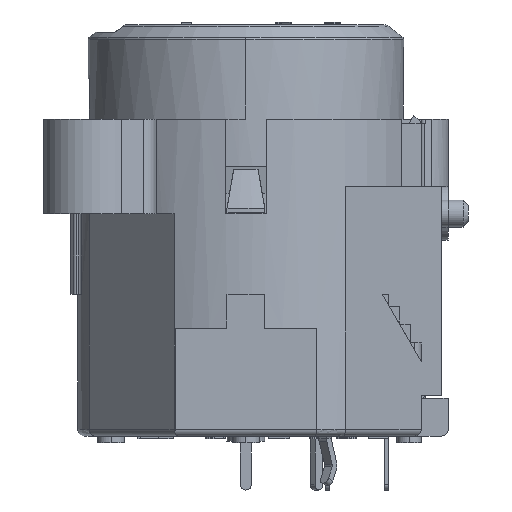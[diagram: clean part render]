
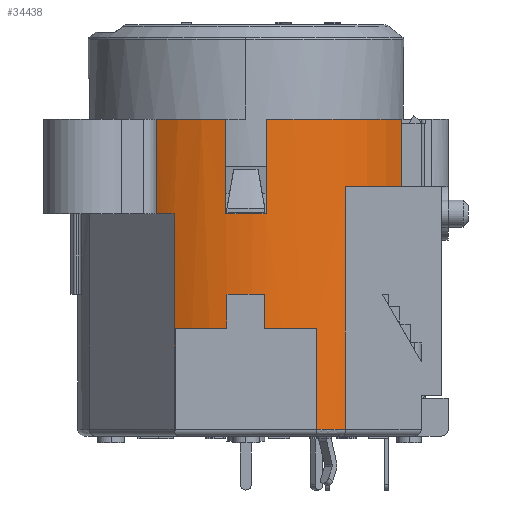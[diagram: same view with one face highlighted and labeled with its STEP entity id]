
A CAD part, left-side view. The second image highlights one B-rep face of the part: STEP entity #34438.
In plain terms, the highlighted cylindrical face has radius 13 mm (diameter 26 mm), a partial arc.
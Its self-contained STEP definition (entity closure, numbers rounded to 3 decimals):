
#6435=CARTESIAN_POINT('',(0.,0.,-13.));
#6436=DIRECTION('',(0.,0.,-1.));
#6437=DIRECTION('',(-0.994,-0.108,0.));
#6438=AXIS2_PLACEMENT_3D('',#6435,#6436,#6437);
#6440=CARTESIAN_POINT('',(-11.879,5.281,
-23.143));
#6441=CARTESIAN_POINT('',(-11.884,5.271,
-23.128));
#6442=CARTESIAN_POINT('',(-11.891,5.253,
-23.096));
#6443=CARTESIAN_POINT('',(-11.899,5.237,
-23.048));
#6444=CARTESIAN_POINT('',(-11.9,5.234,-23.016));
#6445=CARTESIAN_POINT('',(-11.9,5.234,-23.));
#6447=CARTESIAN_POINT('',(0.,0.,0.));
#6448=DIRECTION('',(0.,0.,1.));
#6449=DIRECTION('',(-0.859,0.513,0.));
#6450=AXIS2_PLACEMENT_3D('',#6447,#6448,#6449);
#6452=CARTESIAN_POINT('',(0.,0.,0.));
#6453=DIRECTION('',(0.,0.,1.));
#6454=DIRECTION('',(-0.993,-0.115,0.));
#6455=AXIS2_PLACEMENT_3D('',#6452,#6453,#6454);
#6787=DIRECTION('',(0.,0.,-1.));
#6788=VECTOR('',#6787,7.);
#6789=CARTESIAN_POINT('',(-12.913,1.5,0.));
#6790=LINE('',#6789,#6788);
#6881=DIRECTION('',(0.,0.,-1.));
#6882=VECTOR('',#6881,7.);
#6883=CARTESIAN_POINT('',(-12.913,-1.5,0.));
#6884=LINE('',#6883,#6882);
#12710=CARTESIAN_POINT('',(0.,0.,-7.));
#12711=DIRECTION('',(0.,0.,-1.));
#12712=DIRECTION('',(-0.912,0.41,0.));
#12713=AXIS2_PLACEMENT_3D('',#12710,#12711,#12712);
#13357=DIRECTION('',(0.,0.,-1.));
#13358=VECTOR('',#13357,0.3);
#13359=CARTESIAN_POINT('',(-6.,-11.533,0.));
#13360=LINE('',#13359,#13358);
#13441=DIRECTION('',(0.,0.,-1.));
#13442=VECTOR('',#13441,4.7);
#13443=CARTESIAN_POINT('',(-6.,-11.533,-0.3));
#13444=LINE('',#13443,#13442);
#13474=CARTESIAN_POINT('',(0.,0.,-5.));
#13475=DIRECTION('',(0.,0.,-1.));
#13476=DIRECTION('',(-0.462,-0.887,0.));
#13477=AXIS2_PLACEMENT_3D('',#13474,#13475,#13476);
#13555=DIRECTION('',(0.,0.,-1.));
#13556=VECTOR('',#13555,7.);
#13557=CARTESIAN_POINT('',(-11.162,6.663,0.));
#13558=LINE('',#13557,#13556);
#13859=CARTESIAN_POINT('',(-11.879,5.281,
-23.143));
#13860=CARTESIAN_POINT('',(-11.874,5.291,
-23.128));
#13861=CARTESIAN_POINT('',(-11.867,5.308,
-23.096));
#13862=CARTESIAN_POINT('',(-11.86,5.323,
-23.047));
#13863=CARTESIAN_POINT('',(-11.859,5.327,
-23.016));
#13864=CARTESIAN_POINT('',(-11.859,5.327,-23.));
#13866=DIRECTION('',(0.,0.,-1.));
#13867=VECTOR('',#13866,16.);
#13868=CARTESIAN_POINT('',(-11.859,5.327,-7.));
#13869=LINE('',#13868,#13867);
#13880=CARTESIAN_POINT('',(-11.879,5.281,
-23.143));
#13903=DIRECTION('',(0.,0.,-1.));
#13904=VECTOR('',#13903,7.5);
#13905=CARTESIAN_POINT('',(-11.9,-5.234,-15.5));
#13906=LINE('',#13905,#13904);
#13907=DIRECTION('',(0.,0.,-1.));
#13908=VECTOR('',#13907,7.5);
#13909=CARTESIAN_POINT('',(-11.9,5.234,-15.5));
#13910=LINE('',#13909,#13908);
#14199=DIRECTION('',(0.,0.,-1.));
#14200=VECTOR('',#14199,2.5);
#14201=CARTESIAN_POINT('',(-12.924,-1.4,-13.));
#14202=LINE('',#14201,#14200);
#14223=CARTESIAN_POINT('',(0.,0.,-15.5));
#14224=DIRECTION('',(0.,0.,-1.));
#14225=DIRECTION('',(-0.994,0.108,0.));
#14226=AXIS2_PLACEMENT_3D('',#14223,#14224,#14225);
#14232=CARTESIAN_POINT('',(0.,0.,-15.5));
#14233=DIRECTION('',(0.,0.,-1.));
#14234=DIRECTION('',(-0.915,-0.403,0.));
#14235=AXIS2_PLACEMENT_3D('',#14232,#14233,#14234);
#14249=DIRECTION('',(0.,0.,-1.));
#14250=VECTOR('',#14249,2.5);
#14251=CARTESIAN_POINT('',(-12.924,1.4,-13.));
#14252=LINE('',#14251,#14250);
#14305=CARTESIAN_POINT('',(0.,0.,-23.));
#14306=DIRECTION('',(0.,0.,1.));
#14307=DIRECTION('',(-0.915,-0.403,0.));
#14308=AXIS2_PLACEMENT_3D('',#14305,#14306,#14307);
#14347=DIRECTION('',(0.,0.,1.));
#14348=VECTOR('',#14347,18.);
#14349=CARTESIAN_POINT('',(-10.7,-7.383,-23.));
#14350=LINE('',#14349,#14348);
#15305=CARTESIAN_POINT('',(0.,0.,-7.));
#15306=DIRECTION('',(0.,0.,-1.));
#15307=DIRECTION('',(-0.993,-0.115,0.));
#15308=AXIS2_PLACEMENT_3D('',#15305,#15306,#15307);
#20886=CARTESIAN_POINT('',(-11.859,5.327,-7.));
#20888=VERTEX_POINT('',#20886);
#20904=CARTESIAN_POINT('',(-12.913,1.5,0.));
#20906=VERTEX_POINT('',#20904);
#20911=CARTESIAN_POINT('',(-12.913,-1.5,0.));
#20913=VERTEX_POINT('',#20911);
#20914=CARTESIAN_POINT('',(-12.913,1.5,-7.));
#20915=VERTEX_POINT('',#20914);
#20916=CARTESIAN_POINT('',(-12.913,-1.5,-7.));
#20917=VERTEX_POINT('',#20916);
#20943=CARTESIAN_POINT('',(-6.,-11.533,-5.));
#20944=CARTESIAN_POINT('',(-10.7,-7.383,-5.));
#20945=VERTEX_POINT('',#20943);
#20946=VERTEX_POINT('',#20944);
#22048=CARTESIAN_POINT('',(-11.162,6.663,0.));
#22049=CARTESIAN_POINT('',(-11.162,6.664,-7.));
#22050=VERTEX_POINT('',#22048);
#22051=VERTEX_POINT('',#22049);
#22133=CARTESIAN_POINT('',(-6.,-11.533,-0.3));
#22135=VERTEX_POINT('',#22133);
#22140=CARTESIAN_POINT('',(-6.,-11.533,0.));
#22141=VERTEX_POINT('',#22140);
#23038=CARTESIAN_POINT('',(-12.924,1.4,-15.5));
#23040=VERTEX_POINT('',#23038);
#23042=CARTESIAN_POINT('',(-12.924,-1.4,-15.5));
#23044=VERTEX_POINT('',#23042);
#23045=CARTESIAN_POINT('',(-11.9,-5.234,-15.5));
#23046=VERTEX_POINT('',#23045);
#23047=CARTESIAN_POINT('',(-11.9,5.234,-15.5));
#23048=VERTEX_POINT('',#23047);
#23145=CARTESIAN_POINT('',(-11.859,5.327,-23.));
#23146=VERTEX_POINT('',#23145);
#23149=CARTESIAN_POINT('',(-11.9,-5.234,-23.));
#23150=CARTESIAN_POINT('',(-11.9,5.234,-23.));
#23151=VERTEX_POINT('',#23149);
#23152=VERTEX_POINT('',#23150);
#23153=CARTESIAN_POINT('',(-10.7,-7.383,-23.));
#23154=VERTEX_POINT('',#23153);
#23168=VERTEX_POINT('',#13880);
#25647=CARTESIAN_POINT('',(-12.924,1.4,-13.));
#25649=VERTEX_POINT('',#25647);
#25652=CARTESIAN_POINT('',(-12.924,-1.4,-13.));
#25654=VERTEX_POINT('',#25652);
#34388=CARTESIAN_POINT('',(0.,0.,0.));
#34389=DIRECTION('',(0.,0.,-1.));
#34390=DIRECTION('',(1.,0.,0.));
#34391=AXIS2_PLACEMENT_3D('',#34388,#34389,#34390);
#34392=CYLINDRICAL_SURFACE('',#34391,13.);
#34393=ORIENTED_EDGE('',*,*,#34192,.T.);
#34395=ORIENTED_EDGE('',*,*,#34394,.T.);
#34397=ORIENTED_EDGE('',*,*,#34396,.T.);
#34399=ORIENTED_EDGE('',*,*,#34398,.T.);
#34401=ORIENTED_EDGE('',*,*,#34400,.F.);
#34403=ORIENTED_EDGE('',*,*,#34402,.T.);
#34405=ORIENTED_EDGE('',*,*,#34404,.F.);
#34407=ORIENTED_EDGE('',*,*,#34406,.T.);
#34409=ORIENTED_EDGE('',*,*,#34408,.F.);
#34411=ORIENTED_EDGE('',*,*,#34410,.T.);
#34413=ORIENTED_EDGE('',*,*,#34412,.T.);
#34415=ORIENTED_EDGE('',*,*,#34414,.F.);
#34417=ORIENTED_EDGE('',*,*,#34416,.F.);
#34419=ORIENTED_EDGE('',*,*,#34418,.T.);
#34421=ORIENTED_EDGE('',*,*,#34420,.T.);
#34423=ORIENTED_EDGE('',*,*,#34422,.T.);
#34425=ORIENTED_EDGE('',*,*,#34424,.T.);
#34427=ORIENTED_EDGE('',*,*,#34426,.F.);
#34429=ORIENTED_EDGE('',*,*,#34428,.F.);
#34431=ORIENTED_EDGE('',*,*,#34430,.F.);
#34433=ORIENTED_EDGE('',*,*,#34432,.T.);
#34435=ORIENTED_EDGE('',*,*,#34434,.F.);
#34436=EDGE_LOOP('',(#34393,#34395,#34397,#34399,#34401,#34403,#34405,#34407,
#34409,#34411,#34413,#34415,#34417,#34419,#34421,#34423,#34425,#34427,#34429,
#34431,#34433,#34435));
#34437=FACE_OUTER_BOUND('',#34436,.F.);
#34438=ADVANCED_FACE('',(#34437),#34392,.T.);
#6439=CIRCLE('',#6438,13.);
#6446=B_SPLINE_CURVE_WITH_KNOTS('',3,(#6440,#6441,#6442,#6443,#6444,#6445),
.UNSPECIFIED.,.F.,.F.,(4,1,1,4),(0.,0.333,0.667,1.),
.UNSPECIFIED.);
#6451=CIRCLE('',#6450,13.);
#6456=CIRCLE('',#6455,13.);
#12714=CIRCLE('',#12713,13.);
#13478=CIRCLE('',#13477,13.);
#13865=B_SPLINE_CURVE_WITH_KNOTS('',3,(#13859,#13860,#13861,#13862,#13863,
#13864),.UNSPECIFIED.,.F.,.F.,(4,1,1,4),(0.,0.333,
0.667,1.),.UNSPECIFIED.);
#14227=CIRCLE('',#14226,13.);
#14236=CIRCLE('',#14235,13.);
#14309=CIRCLE('',#14308,13.);
#15309=CIRCLE('',#15308,13.);
#34192=EDGE_CURVE('',#25654,#25649,#6439,.T.);
#34394=EDGE_CURVE('',#25649,#23040,#14252,.T.);
#34396=EDGE_CURVE('',#23040,#23048,#14227,.T.);
#34398=EDGE_CURVE('',#23048,#23152,#13910,.T.);
#34400=EDGE_CURVE('',#23168,#23152,#6446,.T.);
#34402=EDGE_CURVE('',#23168,#23146,#13865,.T.);
#34404=EDGE_CURVE('',#20888,#23146,#13869,.T.);
#34406=EDGE_CURVE('',#20888,#22051,#12714,.T.);
#34408=EDGE_CURVE('',#22050,#22051,#13558,.T.);
#34410=EDGE_CURVE('',#22050,#20906,#6451,.T.);
#34412=EDGE_CURVE('',#20906,#20915,#6790,.T.);
#34414=EDGE_CURVE('',#20917,#20915,#15309,.T.);
#34416=EDGE_CURVE('',#20913,#20917,#6884,.T.);
#34418=EDGE_CURVE('',#20913,#22141,#6456,.T.);
#34420=EDGE_CURVE('',#22141,#22135,#13360,.T.);
#34422=EDGE_CURVE('',#22135,#20945,#13444,.T.);
#34424=EDGE_CURVE('',#20945,#20946,#13478,.T.);
#34426=EDGE_CURVE('',#23154,#20946,#14350,.T.);
#34428=EDGE_CURVE('',#23151,#23154,#14309,.T.);
#34430=EDGE_CURVE('',#23046,#23151,#13906,.T.);
#34432=EDGE_CURVE('',#23046,#23044,#14236,.T.);
#34434=EDGE_CURVE('',#25654,#23044,#14202,.T.);
